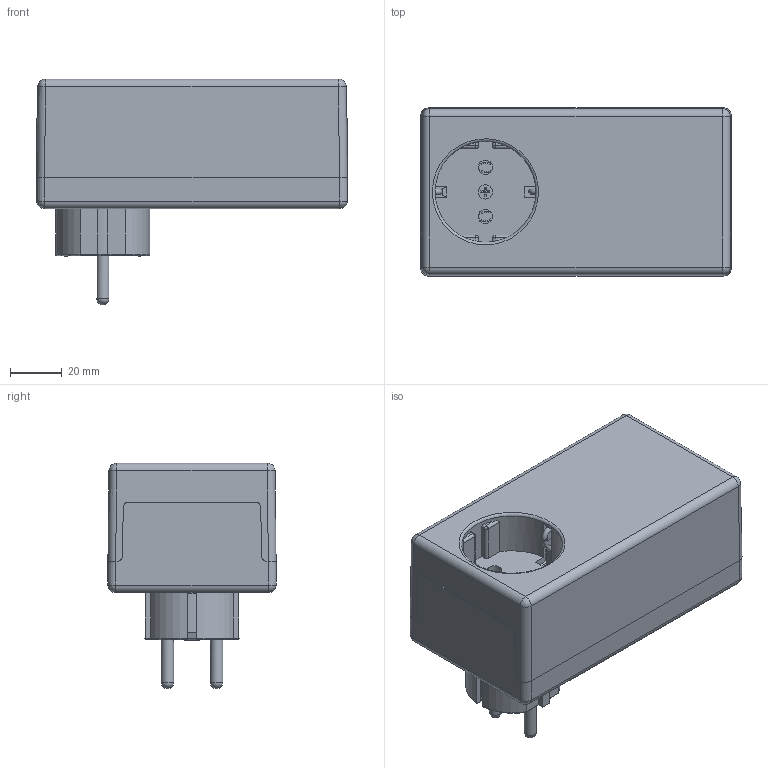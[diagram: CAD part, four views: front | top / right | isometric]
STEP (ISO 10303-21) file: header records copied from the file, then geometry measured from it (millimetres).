
FILE_DESCRIPTION((''),'2;1');
FILE_NAME('43432504_SE 432 DE.stp','2011-02-10T10:54:49',('kotzmaier'),(''),'Autodesk Inventor 2011','Autodesk Inventor 2011','');
FILE_SCHEMA(('AUTOMOTIVE_DESIGN { 1 0 10303 214 1 1 1 1 }'));
Length unit declared in the file: millimetre
Products named in the file (17): SE 432 DE; UT SE 430-432-435 E-CEE_1002746_3Dsym; 1004008_3DSYM; 1002705_3DSYM; 1008913_3DSYM; OT SE 432 E_1002796_3Dsym; PART1; STECKERSOCKEL_E; PART2; PART4; SHR S M3X20X10 DIN965 OG_3D; Klemmring für Erdungsbügel_1009543_3Dsym; SHR Z M3,5 x 5 DIN 85; 59002520_Ultrasert_M3x6,2; MU M3-6KT DIN 934; SHR Z M3x14x5 DIN 7985
Assembly tree (27 placements, depth 4):
  SE 432 DE
    UT SE 430-432-435 E-CEE_1002746_3Dsym
    1004008_3DSYM
    1002705_3DSYM  x2
    1008913_3DSYM
    OT SE 432 E_1002796_3Dsym
      PART1
      STECKERSOCKEL_E
        PART1
        PART2
        PART4  x2
      SHR S M3X20X10 DIN965 OG_3D
    Klemmring für Erdungsbügel_1009543_3Dsym
    SHR Z M3,5 x 5 DIN 85
    59002520_Ultrasert_M3x6,2  x4
    MU M3-6KT DIN 934  x4
    SHR Z M3x14x5 DIN 7985  x4
Bounding box: 120.1 x 65 x 87.2 mm (x, y, z)
Volume: 120968.1 mm3; surface area: 103337.7 mm2
Topology: 25 solids, 25 shells, 2423 faces, 6237 edges, 3884 vertices
Faces by surface type: plane 1685, cylinder 474, cone 99, torus 71, bspline 64, sphere 30
Full cylindrical faces by diameter (mm): 1.2 x2, 2 x4, 2.2 x1, 2.45 x6, 2.459 x4, 2.5 x4, 2.75 x4, 3 x39, 3.01 x1, 3.1 x1, 3.132 x1, 3.5 x7, 3.7 x2, 3.8 x1, 4 x3, 4.3 x4, 4.4 x12, 4.5 x4, 4.8 x4, 5.2 x1, 5.5 x4, 6.8 x4, 8 x6, 39 x1
Entity records: 54304 total; most frequent: CARTESIAN_POINT 14963, DIRECTION 8117, ORIENTED_EDGE 7950, EDGE_CURVE 3975, AXIS2_PLACEMENT_3D 2763, VECTOR 2591, LINE 2591, VERTEX_POINT 2573
